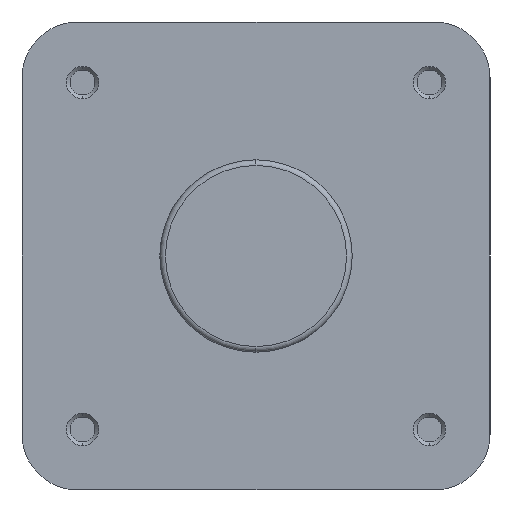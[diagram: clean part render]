
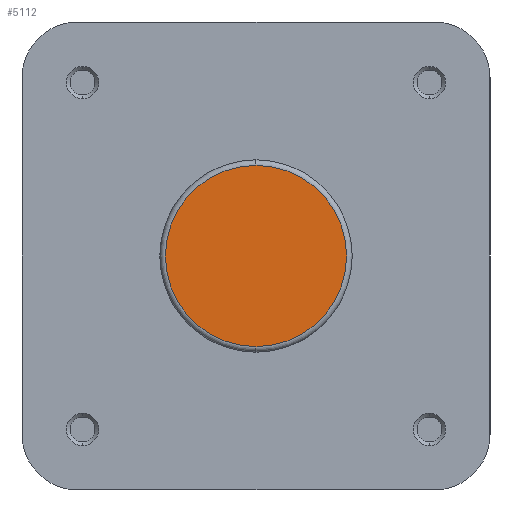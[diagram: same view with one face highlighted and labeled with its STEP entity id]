
A CAD part, left-side view. The second image highlights one B-rep face of the part: STEP entity #5112.
In plain terms, the highlighted planar face has unit normal (-1, 0, 0).
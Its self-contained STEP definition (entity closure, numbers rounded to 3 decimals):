
#5 = CIRCLE ( 'NONE', #2076, 24.4 ) ;
#710 = FACE_OUTER_BOUND ( 'NONE', #2764, .T. ) ;
#1198 = ORIENTED_EDGE ( 'NONE', *, *, #1726, .T. ) ;
#1199 = ORIENTED_EDGE ( 'NONE', *, *, #1781, .T. ) ;
#1594 = AXIS2_PLACEMENT_3D ( 'NONE', #4270, #4275, #4276 ) ;
#1726 = EDGE_CURVE ( 'NONE', #2627, #4768, #2572, .T. ) ;
#1781 = EDGE_CURVE ( 'NONE', #4768, #2627, #5, .T. ) ;
#2047 = AXIS2_PLACEMENT_3D ( 'NONE', #4741, #4757, #4755 ) ;
#2076 = AXIS2_PLACEMENT_3D ( 'NONE', #4871, #4746, #4440 ) ;
#2572 = CIRCLE ( 'NONE', #2047, 24.4 ) ;
#2627 = VERTEX_POINT ( 'NONE', #3563 ) ;
#2764 = EDGE_LOOP ( 'NONE', ( #1199, #1198 ) ) ;
#3563 = CARTESIAN_POINT ( 'NONE',  ( 0., 0., 24.4 ) ) ;
#3589 = CARTESIAN_POINT ( 'NONE',  ( 0., 0., -24.4 ) ) ;
#4267 = PLANE ( 'NONE',  #1594 ) ;
#4270 = CARTESIAN_POINT ( 'NONE',  ( 0., 0., 0. ) ) ;
#4275 = DIRECTION ( 'NONE',  ( 1., 0., 0. ) ) ;
#4276 = DIRECTION ( 'NONE',  ( 0., 0., -1. ) ) ;
#4440 = DIRECTION ( 'NONE',  ( 0., 0., -1. ) ) ;
#4741 = CARTESIAN_POINT ( 'NONE',  ( 0., 0., 0. ) ) ;
#4746 = DIRECTION ( 'NONE',  ( -1., 0., 0. ) ) ;
#4755 = DIRECTION ( 'NONE',  ( 0., 0., -1. ) ) ;
#4757 = DIRECTION ( 'NONE',  ( -1., 0., 0. ) ) ;
#4768 = VERTEX_POINT ( 'NONE', #3589 ) ;
#4871 = CARTESIAN_POINT ( 'NONE',  ( 0., 0., 0. ) ) ;
#5112 = ADVANCED_FACE ( 'NONE', ( #710 ), #4267, .F. ) ;
